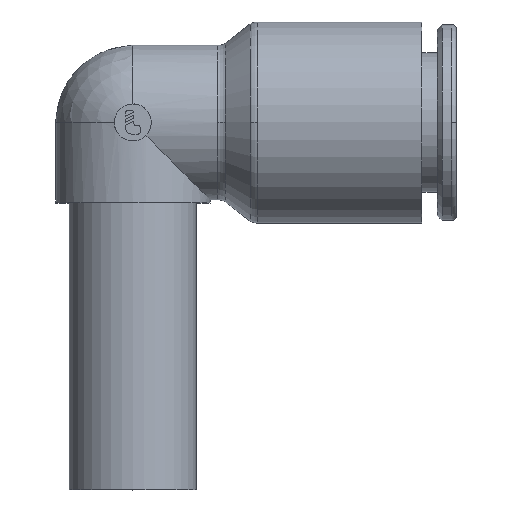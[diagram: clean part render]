
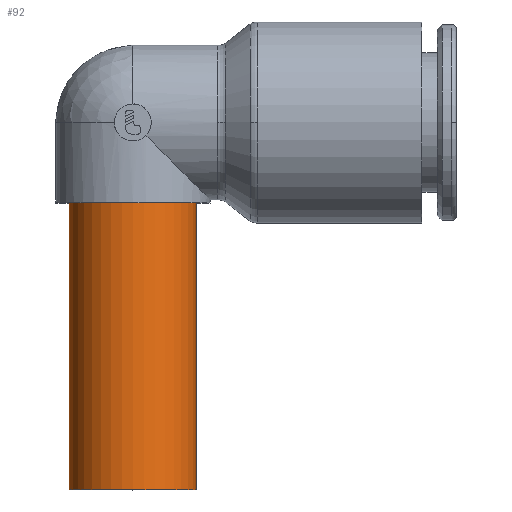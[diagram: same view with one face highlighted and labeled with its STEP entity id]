
A CAD part, top view. The second image highlights one B-rep face of the part: STEP entity #92.
In plain terms, the highlighted cylindrical face has radius 6 mm (diameter 12 mm), a partial arc.
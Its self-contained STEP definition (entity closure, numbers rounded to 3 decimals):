
#92=ADVANCED_FACE('',(#202),#203,.T.);
#202=FACE_OUTER_BOUND('',#328,.T.);
#203=CYLINDRICAL_SURFACE('',#329,6.0);
#328=EDGE_LOOP('',(#731,#732,#733,#734));
#329=AXIS2_PLACEMENT_3D('',#735,#736,#737);
#731=ORIENTED_EDGE('',*,*,#869,.T.);
#732=ORIENTED_EDGE('',*,*,#969,.T.);
#733=ORIENTED_EDGE('',*,*,#871,.T.);
#734=ORIENTED_EDGE('',*,*,#970,.F.);
#735=CARTESIAN_POINT('',(0.0,-17.35,0.0));
#736=DIRECTION('',(-0.0,1.0,0.0));
#737=DIRECTION('',(1.0,0.0,0.0));
#869=EDGE_CURVE('',#1049,#1050,#1051,.T.);
#871=EDGE_CURVE('',#1054,#1052,#1055,.T.);
#969=EDGE_CURVE('',#1050,#1054,#1215,.T.);
#970=EDGE_CURVE('',#1049,#1052,#1216,.T.);
#1049=VERTEX_POINT('',#1306);
#1050=VERTEX_POINT('',#1307);
#1051=LINE('',#1308,#1309);
#1052=VERTEX_POINT('',#1310);
#1054=VERTEX_POINT('',#1312);
#1055=LINE('',#1313,#1314);
#1215=CIRCLE('',#1757,6.0);
#1216=CIRCLE('',#1758,6.0);
#1306=CARTESIAN_POINT('',(6.0,-34.7,0.0));
#1307=CARTESIAN_POINT('',(6.0,-7.6,0.));
#1308=CARTESIAN_POINT('',(6.0,-17.35,0.));
#1309=VECTOR('',#1859,1.0);
#1310=CARTESIAN_POINT('',(-6.0,-34.7,0.));
#1312=CARTESIAN_POINT('',(-6.0,-7.6,0.));
#1313=CARTESIAN_POINT('',(-6.0,-17.35,0.));
#1314=VECTOR('',#1863,1.0);
#1757=AXIS2_PLACEMENT_3D('',#2027,#2028,#2029);
#1758=AXIS2_PLACEMENT_3D('',#2030,#2031,#2032);
#1859=DIRECTION('',(0.0,1.0,0.0));
#1863=DIRECTION('',(-0.0,-1.0,-0.0));
#2027=CARTESIAN_POINT('',(0.0,-7.6,0.0));
#2028=DIRECTION('',(0.0,-1.0,0.0));
#2029=DIRECTION('',(1.0,0.0,0.0));
#2030=CARTESIAN_POINT('',(0.0,-34.7,0.0));
#2031=DIRECTION('',(0.0,-1.0,0.0));
#2032=DIRECTION('',(1.0,0.0,0.0));
